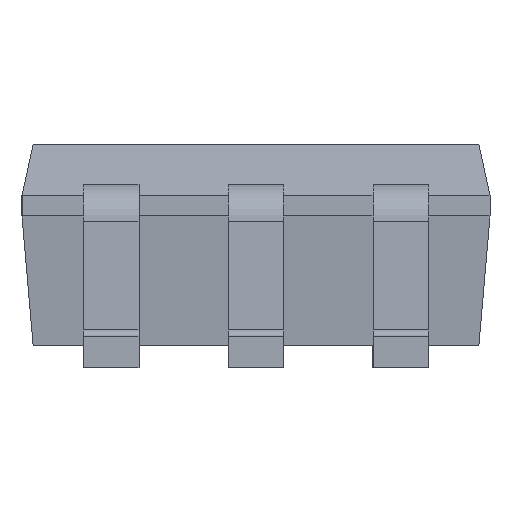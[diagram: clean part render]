
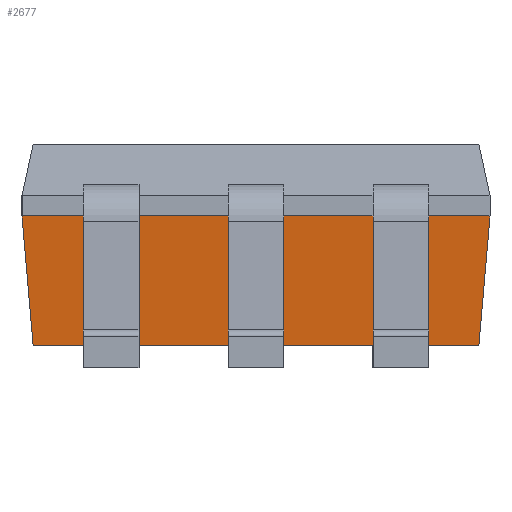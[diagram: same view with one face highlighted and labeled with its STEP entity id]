
A CAD part, left-side view. The second image highlights one B-rep face of the part: STEP entity #2677.
In plain terms, the highlighted planar face has unit normal (-0.996, 0, -0.086).
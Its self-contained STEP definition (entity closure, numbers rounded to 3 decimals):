
#56 = DIRECTION ( 'NONE',  ( 0., -1., 0. ) ) ;
#122 = VERTEX_POINT ( 'NONE', #6065 ) ;
#249 = CARTESIAN_POINT ( 'NONE',  ( -0.575, -1., 0.1 ) ) ;
#459 = VERTEX_POINT ( 'NONE', #1288 ) ;
#461 = DIRECTION ( 'NONE',  ( 0.086, -0.086, -0.993 ) ) ;
#468 = CARTESIAN_POINT ( 'NONE',  ( -0.625, -1.05, 0.68 ) ) ;
#497 = EDGE_CURVE ( 'NONE', #14521, #14647, #557, .T. ) ;
#557 = LINE ( 'NONE', #468, #13023 ) ;
#927 = VECTOR ( 'NONE', #1844, 1000. ) ;
#1259 = VERTEX_POINT ( 'NONE', #15733 ) ;
#1288 = CARTESIAN_POINT ( 'NONE',  ( -0.625, 0.125, 0.68 ) ) ;
#1312 = AXIS2_PLACEMENT_3D ( 'NONE', #11381, #16829, #15420 ) ;
#1339 = CARTESIAN_POINT ( 'NONE',  ( -0.625, 0.525, 0.68 ) ) ;
#1558 = VECTOR ( 'NONE', #461, 1000. ) ;
#1844 = DIRECTION ( 'NONE',  ( 0., -1., 0. ) ) ;
#2677 = ADVANCED_FACE ( 'NONE', ( #16484 ), #12459, .F. ) ;
#2683 = LINE ( 'NONE', #1339, #12113 ) ;
#2743 = VECTOR ( 'NONE', #11796, 1000. ) ;
#3111 = VECTOR ( 'NONE', #10334, 1000. ) ;
#3266 = VECTOR ( 'NONE', #56, 1000. ) ;
#3436 = EDGE_LOOP ( 'NONE', ( #9210, #3805, #3478, #13832, #15526, #10944, #14959, #15896, #10755, #16713 ) ) ;
#3478 = ORIENTED_EDGE ( 'NONE', *, *, #497, .T. ) ;
#3805 = ORIENTED_EDGE ( 'NONE', *, *, #10967, .F. ) ;
#4138 = VECTOR ( 'NONE', #12471, 1000. ) ;
#4874 = CARTESIAN_POINT ( 'NONE',  ( -0.625, -1.05, 0.68 ) ) ;
#5566 = LINE ( 'NONE', #9763, #4138 ) ;
#6007 = DIRECTION ( 'NONE',  ( -0.086, -0.086, 0.993 ) ) ;
#6035 = CARTESIAN_POINT ( 'NONE',  ( -0.575, 1., 0.1 ) ) ;
#6065 = CARTESIAN_POINT ( 'NONE',  ( -0.625, -0.125, 0.68 ) ) ;
#6755 = CARTESIAN_POINT ( 'NONE',  ( -0.625, -1.05, 0.68 ) ) ;
#6773 = DIRECTION ( 'NONE',  ( 0., 1., 0. ) ) ;
#7108 = VERTEX_POINT ( 'NONE', #14972 ) ;
#7119 = LINE ( 'NONE', #6755, #3266 ) ;
#7128 = VERTEX_POINT ( 'NONE', #10589 ) ;
#7199 = CARTESIAN_POINT ( 'NONE',  ( -0.625, -1.05, 0.68 ) ) ;
#7329 = EDGE_CURVE ( 'NONE', #459, #122, #5566, .T. ) ;
#7788 = EDGE_CURVE ( 'NONE', #12386, #7128, #13340, .T. ) ;
#8498 = LINE ( 'NONE', #12733, #1558 ) ;
#8514 = CARTESIAN_POINT ( 'NONE',  ( -0.625, -1.05, 0.68 ) ) ;
#8766 = CARTESIAN_POINT ( 'NONE',  ( -0.625, -0.525, 0.68 ) ) ;
#8877 = DIRECTION ( 'NONE',  ( 0., 1., 0. ) ) ;
#8971 = CARTESIAN_POINT ( 'NONE',  ( -0.625, -1.05, 0.68 ) ) ;
#9077 = LINE ( 'NONE', #4874, #3111 ) ;
#9210 = ORIENTED_EDGE ( 'NONE', *, *, #16045, .T. ) ;
#9763 = CARTESIAN_POINT ( 'NONE',  ( -0.625, 0.125, 0.68 ) ) ;
#10334 = DIRECTION ( 'NONE',  ( 0., -1., 0. ) ) ;
#10589 = CARTESIAN_POINT ( 'NONE',  ( -0.625, -0.775, 0.68 ) ) ;
#10675 = EDGE_CURVE ( 'NONE', #122, #12386, #9077, .T. ) ;
#10755 = ORIENTED_EDGE ( 'NONE', *, *, #12643, .T. ) ;
#10944 = ORIENTED_EDGE ( 'NONE', *, *, #10675, .F. ) ;
#10967 = EDGE_CURVE ( 'NONE', #14521, #13785, #14365, .T. ) ;
#11381 = CARTESIAN_POINT ( 'NONE',  ( -0.625, -1.05, 0.68 ) ) ;
#11726 = EDGE_CURVE ( 'NONE', #7128, #14647, #14017, .T. ) ;
#11796 = DIRECTION ( 'NONE',  ( 0., -1., 0. ) ) ;
#11836 = CARTESIAN_POINT ( 'NONE',  ( -0.575, 0., 0.1 ) ) ;
#11927 = LINE ( 'NONE', #8971, #12378 ) ;
#12113 = VECTOR ( 'NONE', #6773, 1000. ) ;
#12378 = VECTOR ( 'NONE', #14549, 1000. ) ;
#12386 = VERTEX_POINT ( 'NONE', #8766 ) ;
#12459 = PLANE ( 'NONE',  #1312 ) ;
#12471 = DIRECTION ( 'NONE',  ( 0., -1., 0. ) ) ;
#12643 = EDGE_CURVE ( 'NONE', #1259, #7108, #2683, .T. ) ;
#12733 = CARTESIAN_POINT ( 'NONE',  ( -0.625, 1.05, 0.68 ) ) ;
#12903 = EDGE_CURVE ( 'NONE', #1259, #459, #7119, .T. ) ;
#13023 = VECTOR ( 'NONE', #6007, 1000. ) ;
#13109 = VECTOR ( 'NONE', #8877, 1000. ) ;
#13340 = LINE ( 'NONE', #13427, #2743 ) ;
#13427 = CARTESIAN_POINT ( 'NONE',  ( -0.625, -0.525, 0.68 ) ) ;
#13785 = VERTEX_POINT ( 'NONE', #6035 ) ;
#13832 = ORIENTED_EDGE ( 'NONE', *, *, #11726, .F. ) ;
#14017 = LINE ( 'NONE', #7199, #927 ) ;
#14277 = VERTEX_POINT ( 'NONE', #17206 ) ;
#14315 = EDGE_CURVE ( 'NONE', #14277, #7108, #11927, .T. ) ;
#14365 = LINE ( 'NONE', #11836, #13109 ) ;
#14521 = VERTEX_POINT ( 'NONE', #249 ) ;
#14549 = DIRECTION ( 'NONE',  ( 0., -1., 0. ) ) ;
#14647 = VERTEX_POINT ( 'NONE', #8514 ) ;
#14959 = ORIENTED_EDGE ( 'NONE', *, *, #7329, .F. ) ;
#14972 = CARTESIAN_POINT ( 'NONE',  ( -0.625, 0.775, 0.68 ) ) ;
#15420 = DIRECTION ( 'NONE',  ( 0., -1., 0. ) ) ;
#15526 = ORIENTED_EDGE ( 'NONE', *, *, #7788, .F. ) ;
#15733 = CARTESIAN_POINT ( 'NONE',  ( -0.625, 0.525, 0.68 ) ) ;
#15896 = ORIENTED_EDGE ( 'NONE', *, *, #12903, .F. ) ;
#16045 = EDGE_CURVE ( 'NONE', #14277, #13785, #8498, .T. ) ;
#16484 = FACE_OUTER_BOUND ( 'NONE', #3436, .T. ) ;
#16713 = ORIENTED_EDGE ( 'NONE', *, *, #14315, .F. ) ;
#16829 = DIRECTION ( 'NONE',  ( 0.996, 0., 0.086 ) ) ;
#17206 = CARTESIAN_POINT ( 'NONE',  ( -0.625, 1.05, 0.68 ) ) ;
